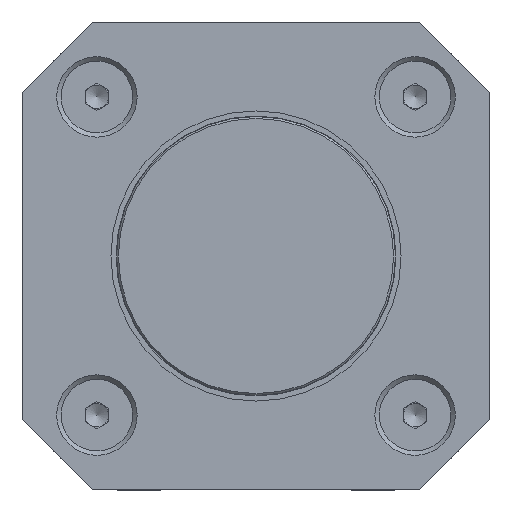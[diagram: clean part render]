
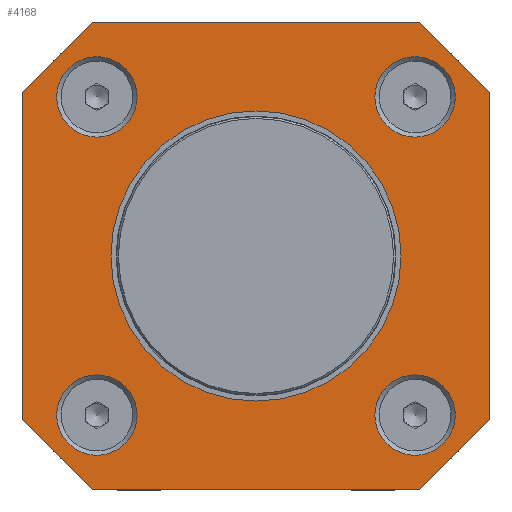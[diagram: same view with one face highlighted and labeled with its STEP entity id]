
A CAD part, front view. The second image highlights one B-rep face of the part: STEP entity #4168.
In plain terms, the highlighted face is planar.
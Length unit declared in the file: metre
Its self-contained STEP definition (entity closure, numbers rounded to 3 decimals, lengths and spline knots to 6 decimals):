
#4168=ADVANCED_FACE('NONE',(#8859,#8860,#8861,#8862,#8863,#8864),#8865,.F.);
#4238=EDGE_CURVE('NONE',#8983,#8980,#8984,.T.);
#4368=EDGE_CURVE('NONE',#9172,#9169,#9173,.T.);
#4372=EDGE_CURVE('NONE',#9177,#9177,#9178,.T.);
#4388=EDGE_CURVE('NONE',#9199,#9172,#9200,.T.);
#4516=EDGE_CURVE('NONE',#9366,#9199,#9367,.T.);
#4540=EDGE_CURVE('NONE',#9399,#9399,#9400,.T.);
#4544=EDGE_CURVE('NONE',#9169,#9402,#9405,.T.);
#4550=EDGE_CURVE('NONE',#9402,#8983,#9411,.T.);
#4552=EDGE_CURVE('NONE',#9413,#9366,#9414,.T.);
#4556=EDGE_CURVE('NONE',#9418,#9418,#9419,.T.);
#4558=EDGE_CURVE('NONE',#9421,#9421,#9422,.T.);
#4560=EDGE_CURVE('NONE',#9424,#9424,#9425,.T.);
#4562=EDGE_CURVE('NONE',#8980,#9413,#9427,.T.);
#8859=FACE_BOUND('',#15085,.T.);
#8860=FACE_BOUND('',#15086,.T.);
#8861=FACE_BOUND('',#15087,.T.);
#8862=FACE_BOUND('',#15088,.T.);
#8863=FACE_BOUND('',#15089,.T.);
#8864=FACE_OUTER_BOUND('',#15090,.T.);
#8865=PLANE('',#15091);
#8980=VERTEX_POINT('NONE',#15209);
#8983=VERTEX_POINT('NONE',#15214);
#8984=LINE('',#15215,#15216);
#9169=VERTEX_POINT('NONE',#15503);
#9172=VERTEX_POINT('NONE',#15508);
#9173=LINE('',#15509,#15510);
#9177=VERTEX_POINT('',#15517);
#9178=CIRCLE('',#15518,0.0155);
#9199=VERTEX_POINT('NONE',#15552);
#9200=LINE('',#15553,#15554);
#9366=VERTEX_POINT('NONE',#15820);
#9367=LINE('',#15821,#15822);
#9399=VERTEX_POINT('',#15869);
#9400=CIRCLE('',#15870,0.0043);
#9402=VERTEX_POINT('NONE',#15873);
#9405=LINE('',#15878,#15879);
#9411=LINE('',#15890,#15891);
#9413=VERTEX_POINT('NONE',#15894);
#9414=LINE('',#15895,#15896);
#9418=VERTEX_POINT('',#15903);
#9419=CIRCLE('',#15904,0.0043);
#9421=VERTEX_POINT('',#15907);
#9422=CIRCLE('',#15908,0.0043);
#9424=VERTEX_POINT('',#15911);
#9425=CIRCLE('',#15912,0.0043);
#9427=LINE('',#15915,#15916);
#15085=EDGE_LOOP('',(#22898));
#15086=EDGE_LOOP('',(#22899));
#15087=EDGE_LOOP('',(#22900));
#15088=EDGE_LOOP('',(#22901));
#15089=EDGE_LOOP('',(#22902));
#15090=EDGE_LOOP('',(#22903,#22904,#22905,#22906,#22907,#22908,#22909,#22910));
#15091=AXIS2_PLACEMENT_3D('',#22911,#22912,#22913);
#15209=CARTESIAN_POINT('',(0.128907,0.218377,0.03));
#15214=CARTESIAN_POINT('',(0.128907,0.183377,0.03));
#15215=CARTESIAN_POINT('',(0.128907,0.218377,0.03));
#15216=VECTOR('',#23146,1.0);
#15503=CARTESIAN_POINT('',(0.086407,0.175877,0.03));
#15508=CARTESIAN_POINT('',(0.078907,0.183377,0.03));
#15509=CARTESIAN_POINT('',(0.078907,0.183377,0.03));
#15510=VECTOR('',#23261,1.0);
#15517=CARTESIAN_POINT('',(0.119407,0.200877,0.03));
#15518=AXIS2_PLACEMENT_3D('',#23263,#23264,#23265);
#15552=CARTESIAN_POINT('',(0.078907,0.218377,0.03));
#15553=CARTESIAN_POINT('',(0.078907,0.218377,0.03));
#15554=VECTOR('',#23277,1.0);
#15820=CARTESIAN_POINT('',(0.086407,0.225877,0.03));
#15821=CARTESIAN_POINT('',(0.078907,0.218377,0.03));
#15822=VECTOR('',#23395,1.0);
#15869=CARTESIAN_POINT('',(0.116607,0.217877,0.03));
#15870=AXIS2_PLACEMENT_3D('',#23423,#23424,#23425);
#15873=CARTESIAN_POINT('',(0.121407,0.175877,0.03));
#15878=CARTESIAN_POINT('',(0.086407,0.175877,0.03));
#15879=VECTOR('',#23427,1.0);
#15890=CARTESIAN_POINT('',(0.128907,0.183377,0.03));
#15891=VECTOR('',#23430,1.0);
#15894=CARTESIAN_POINT('',(0.121407,0.225877,0.03));
#15895=CARTESIAN_POINT('',(0.086407,0.225877,0.03));
#15896=VECTOR('',#23431,1.0);
#15903=CARTESIAN_POINT('',(0.116607,0.183877,0.03));
#15904=AXIS2_PLACEMENT_3D('',#23433,#23434,#23435);
#15907=CARTESIAN_POINT('',(0.082607,0.183877,0.03));
#15908=AXIS2_PLACEMENT_3D('',#23436,#23437,#23438);
#15911=CARTESIAN_POINT('',(0.082607,0.217877,0.03));
#15912=AXIS2_PLACEMENT_3D('',#23439,#23440,#23441);
#15915=CARTESIAN_POINT('',(0.121407,0.225877,0.03));
#15916=VECTOR('',#23442,1.0);
#22898=ORIENTED_EDGE('',*,*,#4372,.F.);
#22899=ORIENTED_EDGE('',*,*,#4556,.T.);
#22900=ORIENTED_EDGE('',*,*,#4558,.T.);
#22901=ORIENTED_EDGE('',*,*,#4560,.T.);
#22902=ORIENTED_EDGE('',*,*,#4540,.T.);
#22903=ORIENTED_EDGE('',*,*,#4552,.T.);
#22904=ORIENTED_EDGE('',*,*,#4516,.T.);
#22905=ORIENTED_EDGE('',*,*,#4388,.T.);
#22906=ORIENTED_EDGE('',*,*,#4368,.T.);
#22907=ORIENTED_EDGE('',*,*,#4544,.T.);
#22908=ORIENTED_EDGE('',*,*,#4550,.T.);
#22909=ORIENTED_EDGE('',*,*,#4238,.T.);
#22910=ORIENTED_EDGE('',*,*,#4562,.T.);
#22911=CARTESIAN_POINT('',(0.0,0.0,0.03));
#22912=DIRECTION('',(0.0,0.0,-1.0));
#22913=DIRECTION('',(0.0,-1.0,0.0));
#23146=DIRECTION('',(0.,1.0,-0.0));
#23261=DIRECTION('',(0.707,-0.707,0.0));
#23263=CARTESIAN_POINT('',(0.103907,0.200877,0.03));
#23264=DIRECTION('',(0.0,0.0,1.0));
#23265=DIRECTION('',(1.0,0.0,0.0));
#23277=DIRECTION('',(0.0,-1.0,0.0));
#23395=DIRECTION('',(-0.707,-0.707,-0.0));
#23423=CARTESIAN_POINT('',(0.120907,0.217877,0.03));
#23424=DIRECTION('',(0.0,0.0,-1.0));
#23425=DIRECTION('',(-1.0,0.0,0.0));
#23427=DIRECTION('',(1.0,0.0,0.0));
#23430=DIRECTION('',(0.707,0.707,-0.0));
#23431=DIRECTION('',(-1.0,-0.0,-0.0));
#23433=CARTESIAN_POINT('',(0.120907,0.183877,0.03));
#23434=DIRECTION('',(0.0,0.0,-1.0));
#23435=DIRECTION('',(-1.0,0.0,0.0));
#23436=CARTESIAN_POINT('',(0.086907,0.183877,0.03));
#23437=DIRECTION('',(0.0,0.0,-1.0));
#23438=DIRECTION('',(-1.0,0.0,0.0));
#23439=CARTESIAN_POINT('',(0.086907,0.217877,0.03));
#23440=DIRECTION('',(0.0,0.0,-1.0));
#23441=DIRECTION('',(-1.0,0.0,0.0));
#23442=DIRECTION('',(-0.707,0.707,-0.0));
